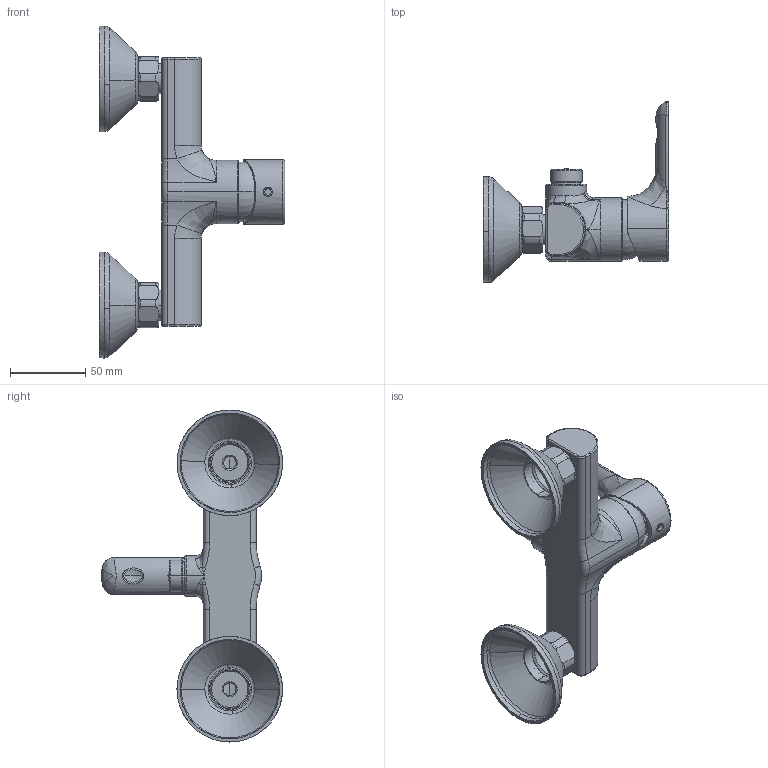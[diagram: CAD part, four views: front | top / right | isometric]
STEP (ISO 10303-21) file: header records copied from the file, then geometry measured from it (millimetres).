
FILE_DESCRIPTION (( 'STEP AP214' ), '1' );
FILE_NAME ('15 320 150 MNDO DUCHA ECO PRIME.STEP', '2020-02-13T11:48:34', ( '' ), ( '' ), 'SwSTEP 2.0', 'SolidWorks 2016', '' );
FILE_SCHEMA (( 'AUTOMOTIVE_DESIGN' ));
Length unit declared in the file: millimetre
Products named in the file (10): 1529 PESTAÑA 3-8 PARA SERIE ENTER_-03; 1576 TUERCA 3-4 PARA MONOMANDOS PRIME_-02; PLAFÓN GRB6001; 1117 TUERCA APRIETACARTUCHOS ENTER GREEN_-07; CARTUCHO 35 CITEC SALIDA ABIERTA CORTO; 1405 DUCHA MONOMANDO PRIME_-04; EMBELLECEDOR SEDAL 1601147 FLO CT 101; 3136 MANETA NEW TENDER_-01; ANTI-RETORNO DW14 ANFAG; 15 320 150 MNDO DUCHA ECO PRIME
Assembly tree (12 placements, depth 2):
  15 320 150 MNDO DUCHA ECO PRIME
    1405 DUCHA MONOMANDO PRIME_-04
    CARTUCHO 35 CITEC SALIDA ABIERTA CORTO
    1117 TUERCA APRIETACARTUCHOS ENTER GREEN_-07
    1529 PESTAÑA 3-8 PARA SERIE ENTER_-03  x2
    1576 TUERCA 3-4 PARA MONOMANDOS PRIME_-02  x2
    PLAFÓN GRB6001  x2
    EMBELLECEDOR SEDAL 1601147 FLO CT 101
    ANTI-RETORNO DW14 ANFAG
    3136 MANETA NEW TENDER_-01
Bounding box: 122.93 x 120.08 x 219.97 mm (x, y, z)
Volume: 169764.5 mm3; surface area: 112543.2 mm2
Topology: 17 solids, 17 shells, 1105 faces, 2613 edges, 1528 vertices
Faces by surface type: cylinder 378, plane 219, torus 214, bspline 200, cone 67, sphere 27
Entity records: 41422 total; most frequent: CARTESIAN_POINT 17163, DIRECTION 4798, ORIENTED_EDGE 4718, EDGE_CURVE 2359, AXIS2_PLACEMENT_3D 2037, VERTEX_POINT 1402, CIRCLE 1185, EDGE_LOOP 1099
